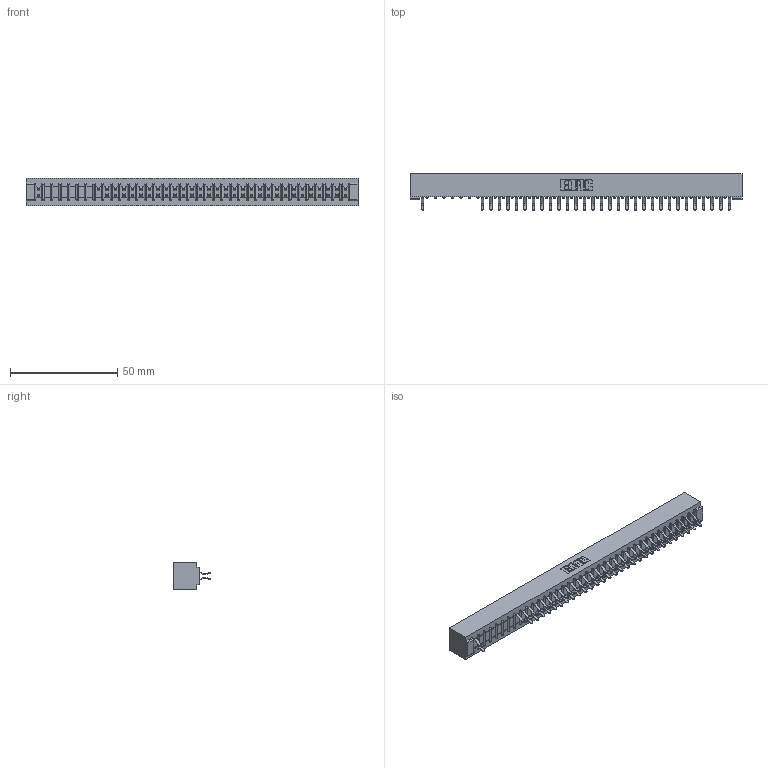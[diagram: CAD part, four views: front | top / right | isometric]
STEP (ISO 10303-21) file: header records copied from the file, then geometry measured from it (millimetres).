
FILE_DESCRIPTION (( 'STEP AP203' ), '1' );
FILE_NAME ('307-074-556-201.STEP', '2018-08-06T16:22:23', ( '' ), ( '' ), 'SwSTEP 2.0', 'SolidWorks 2016', '' );
FILE_SCHEMA (( 'CONFIG_CONTROL_DESIGN' ));
Length unit declared in the file: inch
Products named in the file (3): 307-074-556-201; 307 Part_No Mounting Lugs; 307-290-001_556
Assembly tree (62 placements, depth 2):
  307-074-556-201
    307 Part_No Mounting Lugs
    307-290-001_556  x61
Bounding box: 154.48 x 16.97 x 12.7 mm (x, y, z)
Volume: 16760.2 mm3; surface area: 19455 mm2
Topology: 62 solids, 62 shells, 3328 faces, 9377 edges, 6066 vertices
Faces by surface type: plane 2157, cylinder 1095, sphere 76
Entity records: 32930 total; most frequent: CARTESIAN_POINT 5440, ORIENTED_EDGE 5402, DIRECTION 5317, EDGE_CURVE 2701, LINE 2071, VECTOR 2071, VERTEX_POINT 1746, AXIS2_PLACEMENT_3D 1623
